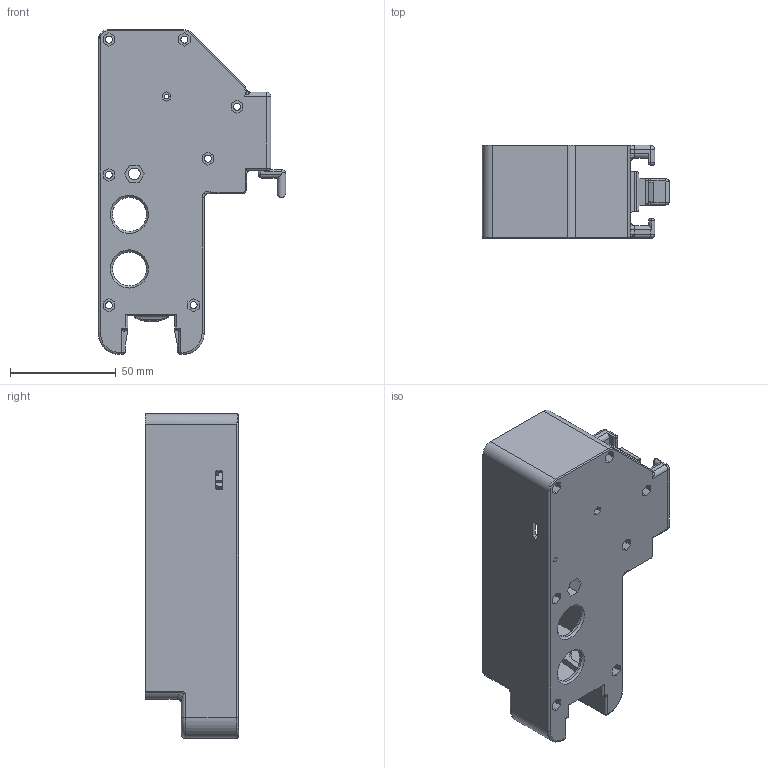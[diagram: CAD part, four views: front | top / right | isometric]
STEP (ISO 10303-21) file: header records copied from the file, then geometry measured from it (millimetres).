
FILE_DESCRIPTION(/* description */ (''),/* implementation_level */ '2;1');
FILE_NAME(/* name */ 'OBS-SnapInCase_light.stp',/* time_stamp */ '2020-06-22T10:25:16+02:00',/* author */ ('hpcwoess'),/* organization */ (''),/* preprocessor_version */ 'ST-DEVELOPER v18.1',/* originating_system */ 'Autodesk Inventor 2020',/* authorisation */ '');
FILE_SCHEMA (('AUTOMOTIVE_DESIGN { 1 0 10303 214 3 1 1 }'));
Length unit declared in the file: millimetre
Products named in the file (1): OBS-SnapInCase_light
Bounding box: 88.5 x 44 x 153.5 mm (x, y, z)
Volume: 114585.8 mm3; surface area: 61621.1 mm2
Topology: 1 solids, 1 shells, 523 faces, 1373 edges, 859 vertices
Faces by surface type: plane 294, cylinder 150, bspline 33, torus 22, sphere 13, cone 11
Full cylindrical faces by diameter (mm): 2.2 x1, 3.2 x1, 3.3 x7, 5.5 x1, 6 x1, 6.5 x1, 9 x1, 12 x1, 16 x2
Entity records: 16881 total; most frequent: CARTESIAN_POINT 3901, ORIENTED_EDGE 2728, DIRECTION 2647, EDGE_CURVE 1364, LINE 937, VECTOR 937, VERTEX_POINT 859, AXIS2_PLACEMENT_3D 855
